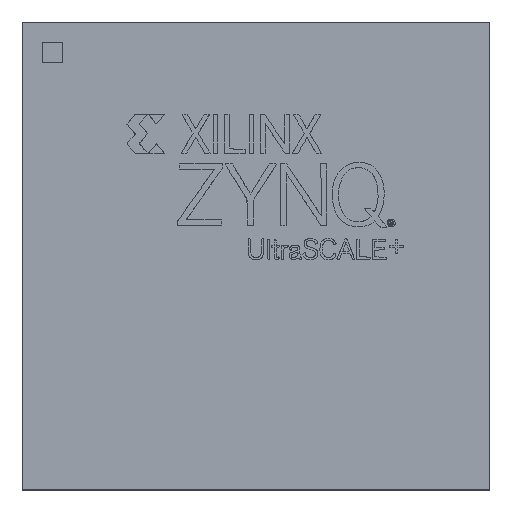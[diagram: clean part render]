
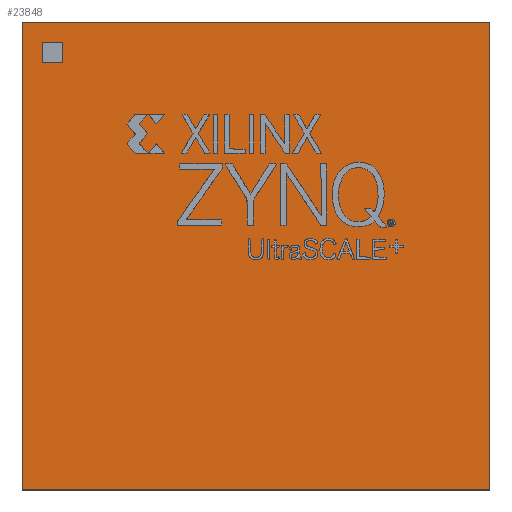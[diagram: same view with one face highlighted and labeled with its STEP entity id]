
A CAD part, top view. The second image highlights one B-rep face of the part: STEP entity #23848.
In plain terms, the highlighted planar face has unit normal (0, 0, 1).
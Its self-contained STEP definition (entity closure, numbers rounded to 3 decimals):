
#23736 = VERTEX_POINT('',#23737);
#23737 = CARTESIAN_POINT('',(-11.5,11.5,3.22));
#23743 = EDGE_CURVE('',#23736,#23744,#23746,.T.);
#23744 = VERTEX_POINT('',#23745);
#23745 = CARTESIAN_POINT('',(11.5,11.5,3.22));
#23746 = LINE('',#23747,#23748);
#23747 = CARTESIAN_POINT('',(-11.5,11.5,3.22));
#23748 = VECTOR('',#23749,1.);
#23749 = DIRECTION('',(1.,0.,0.));
#23776 = VERTEX_POINT('',#23777);
#23777 = CARTESIAN_POINT('',(-11.5,-11.5,3.22));
#23783 = EDGE_CURVE('',#23776,#23736,#23784,.T.);
#23784 = LINE('',#23785,#23786);
#23785 = CARTESIAN_POINT('',(-11.5,-11.5,3.22));
#23786 = VECTOR('',#23787,1.);
#23787 = DIRECTION('',(0.,1.,0.));
#23805 = EDGE_CURVE('',#23744,#23806,#23808,.T.);
#23806 = VERTEX_POINT('',#23807);
#23807 = CARTESIAN_POINT('',(11.5,-11.5,3.22));
#23808 = LINE('',#23809,#23810);
#23809 = CARTESIAN_POINT('',(11.5,11.5,3.22));
#23810 = VECTOR('',#23811,1.);
#23811 = DIRECTION('',(0.,-1.,0.));
#23848 = ADVANCED_FACE('',(#23849,#23860),#23894,.F.);
#23849 = FACE_BOUND('',#23850,.F.);
#23850 = EDGE_LOOP('',(#23851,#23852,#23853,#23859));
#23851 = ORIENTED_EDGE('',*,*,#23743,.T.);
#23852 = ORIENTED_EDGE('',*,*,#23805,.T.);
#23853 = ORIENTED_EDGE('',*,*,#23854,.T.);
#23854 = EDGE_CURVE('',#23806,#23776,#23855,.T.);
#23855 = LINE('',#23856,#23857);
#23856 = CARTESIAN_POINT('',(11.5,-11.5,3.22));
#23857 = VECTOR('',#23858,1.);
#23858 = DIRECTION('',(-1.,0.,0.));
#23859 = ORIENTED_EDGE('',*,*,#23783,.T.);
#23860 = FACE_BOUND('',#23861,.F.);
#23861 = EDGE_LOOP('',(#23862,#23872,#23880,#23888));
#23862 = ORIENTED_EDGE('',*,*,#23863,.F.);
#23863 = EDGE_CURVE('',#23864,#23866,#23868,.T.);
#23864 = VERTEX_POINT('',#23865);
#23865 = CARTESIAN_POINT('',(-10.5,10.5,3.22));
#23866 = VERTEX_POINT('',#23867);
#23867 = CARTESIAN_POINT('',(-9.5,10.5,3.22));
#23868 = LINE('',#23869,#23870);
#23869 = CARTESIAN_POINT('',(-10.5,10.5,3.22));
#23870 = VECTOR('',#23871,1.);
#23871 = DIRECTION('',(1.,0.,0.));
#23872 = ORIENTED_EDGE('',*,*,#23873,.F.);
#23873 = EDGE_CURVE('',#23874,#23864,#23876,.T.);
#23874 = VERTEX_POINT('',#23875);
#23875 = CARTESIAN_POINT('',(-10.5,9.5,3.22));
#23876 = LINE('',#23877,#23878);
#23877 = CARTESIAN_POINT('',(-10.5,9.5,3.22));
#23878 = VECTOR('',#23879,1.);
#23879 = DIRECTION('',(0.,1.,0.));
#23880 = ORIENTED_EDGE('',*,*,#23881,.F.);
#23881 = EDGE_CURVE('',#23882,#23874,#23884,.T.);
#23882 = VERTEX_POINT('',#23883);
#23883 = CARTESIAN_POINT('',(-9.5,9.5,3.22));
#23884 = LINE('',#23885,#23886);
#23885 = CARTESIAN_POINT('',(-9.5,9.5,3.22));
#23886 = VECTOR('',#23887,1.);
#23887 = DIRECTION('',(-1.,0.,0.));
#23888 = ORIENTED_EDGE('',*,*,#23889,.F.);
#23889 = EDGE_CURVE('',#23866,#23882,#23890,.T.);
#23890 = LINE('',#23891,#23892);
#23891 = CARTESIAN_POINT('',(-9.5,10.5,3.22));
#23892 = VECTOR('',#23893,1.);
#23893 = DIRECTION('',(0.,-1.,0.));
#23894 = PLANE('',#23895);
#23895 = AXIS2_PLACEMENT_3D('',#23896,#23897,#23898);
#23896 = CARTESIAN_POINT('',(0.,0.,3.22));
#23897 = DIRECTION('',(-0.,-0.,-1.));
#23898 = DIRECTION('',(-1.,0.,0.));
